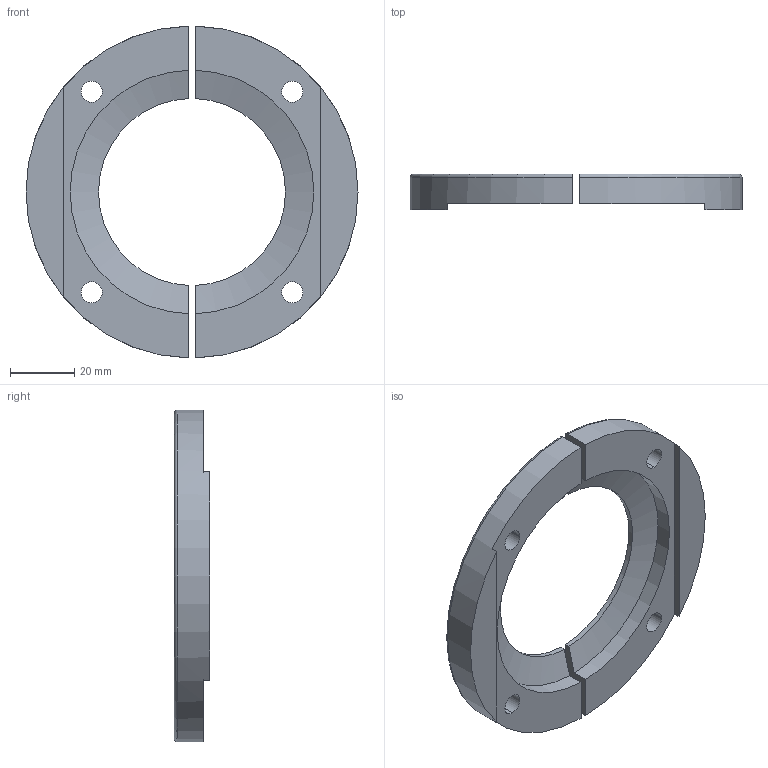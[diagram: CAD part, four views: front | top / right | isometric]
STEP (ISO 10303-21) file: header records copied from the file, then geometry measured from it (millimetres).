
FILE_DESCRIPTION (( 'STEP AP214' ), '1' );
FILE_NAME ('Hositrad_KF50-FC FaceClamp-NDsgn.STEP', '2014-08-13T07:51:05', ( '' ), ( '' ), 'SwSTEP 2.0', 'SolidWorks 2014', '' );
FILE_SCHEMA (( 'AUTOMOTIVE_DESIGN' ));
Length unit declared in the file: millimetre
Products named in the file (1): Hositrad_KF50-FC FaceClamp-NDsgn
Bounding box: 103 x 11 x 102.98 mm (x, y, z)
Volume: 40078 mm3; surface area: 17055.5 mm2
Topology: 2 solids, 2 shells, 38 faces, 94 edges, 60 vertices
Faces by surface type: cylinder 14, plane 12, cone 10, torus 2
Entity records: 1221 total; most frequent: CARTESIAN_POINT 235, DIRECTION 206, ORIENTED_EDGE 188, EDGE_CURVE 94, AXIS2_PLACEMENT_3D 81, VERTEX_POINT 60, EDGE_LOOP 46, VECTOR 44
